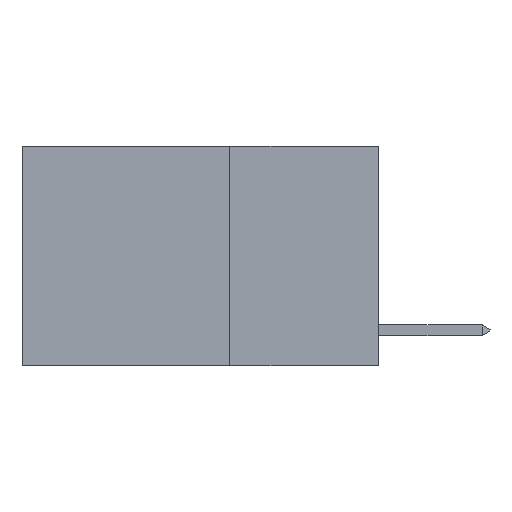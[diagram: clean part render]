
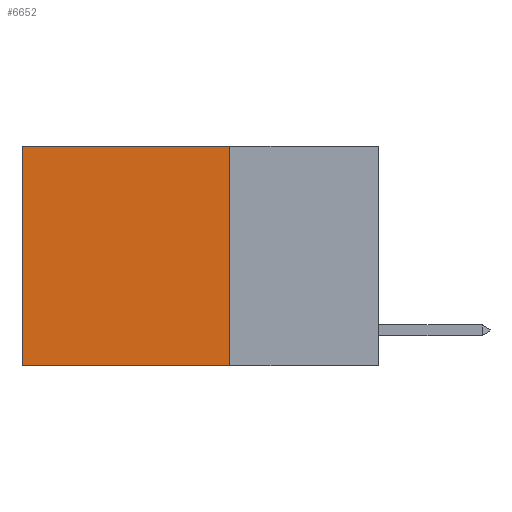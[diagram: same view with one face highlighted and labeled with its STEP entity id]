
A CAD part, left-side view. The second image highlights one B-rep face of the part: STEP entity #6652.
In plain terms, the highlighted planar face has unit normal (-1, 0, 0).
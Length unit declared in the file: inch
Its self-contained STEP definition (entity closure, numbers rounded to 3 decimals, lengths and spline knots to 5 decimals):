
#36 = ORIENTED_EDGE ( 'NONE', *, *, #7984, .F. ) ;
#64 = LINE ( 'NONE', #17219, #23187 ) ;
#417 = EDGE_CURVE ( 'NONE', #8823, #17091, #10837, .T. ) ;
#973 = AXIS2_PLACEMENT_3D ( 'NONE', #16228, #22359, #2269 ) ;
#2269 = DIRECTION ( 'NONE',  ( 0., 0., -1. ) ) ;
#2937 = VERTEX_POINT ( 'NONE', #22627 ) ;
#3017 = CARTESIAN_POINT ( 'NONE',  ( 0.2625, 0.25, -0.37 ) ) ;
#3376 = DIRECTION ( 'NONE',  ( 0., 0., -1. ) ) ;
#4287 = VECTOR ( 'NONE', #11870, 39.37008 ) ;
#4846 = CARTESIAN_POINT ( 'NONE',  ( 0.2625, 0.25, -0.37 ) ) ;
#5438 = ORIENTED_EDGE ( 'NONE', *, *, #417, .T. ) ;
#6211 = VERTEX_POINT ( 'NONE', #4846 ) ;
#6652 = ADVANCED_FACE ( 'NONE', ( #16922 ), #24309, .F. ) ;
#7318 = ORIENTED_EDGE ( 'NONE', *, *, #9619, .T. ) ;
#7411 = DIRECTION ( 'NONE',  ( 0., 0., -1. ) ) ;
#7984 = EDGE_CURVE ( 'NONE', #8823, #6211, #23626, .T. ) ;
#8823 = VERTEX_POINT ( 'NONE', #11323 ) ;
#9619 = EDGE_CURVE ( 'NONE', #17091, #2937, #64, .T. ) ;
#10837 = LINE ( 'NONE', #23880, #4287 ) ;
#11113 = EDGE_CURVE ( 'NONE', #6211, #2937, #14346, .T. ) ;
#11323 = CARTESIAN_POINT ( 'NONE',  ( 0.2625, 0.25, 0. ) ) ;
#11870 = DIRECTION ( 'NONE',  ( 0., 1., 0. ) ) ;
#14346 = LINE ( 'NONE', #3017, #18384 ) ;
#14831 = DIRECTION ( 'NONE',  ( 0., 1., 0. ) ) ;
#16228 = CARTESIAN_POINT ( 'NONE',  ( 0.2625, 0.25, 0. ) ) ;
#16922 = FACE_OUTER_BOUND ( 'NONE', #17345, .T. ) ;
#16938 = ORIENTED_EDGE ( 'NONE', *, *, #11113, .F. ) ;
#17091 = VERTEX_POINT ( 'NONE', #25058 ) ;
#17219 = CARTESIAN_POINT ( 'NONE',  ( 0.2625, 0.6, 0. ) ) ;
#17345 = EDGE_LOOP ( 'NONE', ( #7318, #16938, #36, #5438 ) ) ;
#18384 = VECTOR ( 'NONE', #14831, 39.37008 ) ;
#19286 = CARTESIAN_POINT ( 'NONE',  ( 0.2625, 0.25, 0. ) ) ;
#22359 = DIRECTION ( 'NONE',  ( 1., 0., 0. ) ) ;
#22627 = CARTESIAN_POINT ( 'NONE',  ( 0.2625, 0.6, -0.37 ) ) ;
#23187 = VECTOR ( 'NONE', #3376, 39.37008 ) ;
#23626 = LINE ( 'NONE', #19286, #25814 ) ;
#23880 = CARTESIAN_POINT ( 'NONE',  ( 0.2625, 0.25, 0. ) ) ;
#24309 = PLANE ( 'NONE',  #973 ) ;
#25058 = CARTESIAN_POINT ( 'NONE',  ( 0.2625, 0.6, 0. ) ) ;
#25814 = VECTOR ( 'NONE', #7411, 39.37008 ) ;
